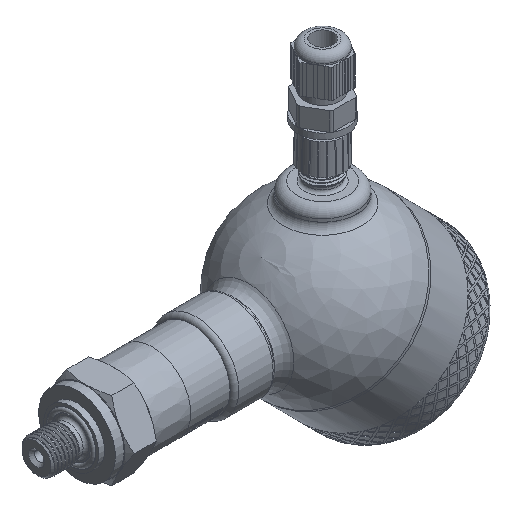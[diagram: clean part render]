
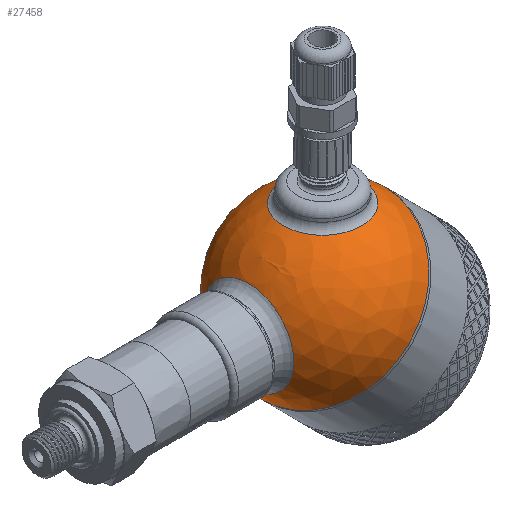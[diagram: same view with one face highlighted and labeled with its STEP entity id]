
A CAD part, isometric view. The second image highlights one B-rep face of the part: STEP entity #27458.
In plain terms, the highlighted spherical face has radius 30 mm.
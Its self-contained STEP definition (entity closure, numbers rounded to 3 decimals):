
#65=SPHERICAL_SURFACE('',#29150,30.);
#1091=FACE_BOUND('',#3853,.T.);
#1092=FACE_BOUND('',#3854,.T.);
#2101=FACE_OUTER_BOUND('',#3852,.T.);
#3852=EDGE_LOOP('',(#19861,#19862,#19863,#19864));
#3853=EDGE_LOOP('',(#19865));
#3854=EDGE_LOOP('',(#19866));
#5517=CIRCLE('',#29073,30.);
#5518=CIRCLE('',#29074,30.);
#5545=CIRCLE('',#29146,13.5);
#5548=CIRCLE('',#29151,30.);
#5549=CIRCLE('',#29152,15.643);
#10944=VERTEX_POINT('',#36962);
#10945=VERTEX_POINT('',#36964);
#11420=VERTEX_POINT('',#43026);
#11422=VERTEX_POINT('',#43033);
#11423=VERTEX_POINT('',#43035);
#13888=EDGE_CURVE('',#10944,#10945,#5517,.T.);
#13889=EDGE_CURVE('',#10945,#10944,#5518,.T.);
#14604=EDGE_CURVE('',#11420,#11420,#5545,.T.);
#14607=EDGE_CURVE('',#10945,#11422,#5548,.T.);
#14608=EDGE_CURVE('',#11423,#11423,#5549,.T.);
#19861=ORIENTED_EDGE('',*,*,#13889,.F.);
#19862=ORIENTED_EDGE('',*,*,#14607,.T.);
#19863=ORIENTED_EDGE('',*,*,#14607,.F.);
#19864=ORIENTED_EDGE('',*,*,#13888,.F.);
#19865=ORIENTED_EDGE('',*,*,#14608,.F.);
#19866=ORIENTED_EDGE('',*,*,#14604,.F.);
#27458=ADVANCED_FACE('',(#2101,#1091,#1092),#65,.T.);
#29073=AXIS2_PLACEMENT_3D('',#36965,#30640,#30641);
#29074=AXIS2_PLACEMENT_3D('',#36966,#30642,#30643);
#29146=AXIS2_PLACEMENT_3D('',#43027,#31038,#31039);
#29150=AXIS2_PLACEMENT_3D('',#43032,#31046,#31047);
#29151=AXIS2_PLACEMENT_3D('',#43034,#31048,#31049);
#29152=AXIS2_PLACEMENT_3D('',#43036,#31050,#31051);
#30640=DIRECTION('center_axis',(1.,0.,0.));
#30641=DIRECTION('ref_axis',(0.,1.,0.));
#30642=DIRECTION('center_axis',(1.,0.,0.));
#30643=DIRECTION('ref_axis',(0.,1.,0.));
#31038=DIRECTION('center_axis',(-0.707,0.,-0.707));
#31039=DIRECTION('ref_axis',(-0.707,0.,0.707));
#31046=DIRECTION('center_axis',(1.,0.,0.));
#31047=DIRECTION('ref_axis',(0.,-1.,0.));
#31048=DIRECTION('center_axis',(0.,0.,1.));
#31049=DIRECTION('ref_axis',(0.,1.,0.));
#31050=DIRECTION('center_axis',(-0.707,0.,0.707));
#31051=DIRECTION('ref_axis',(0.707,0.,0.707));
#36962=CARTESIAN_POINT('',(0.,-30.,0.));
#36964=CARTESIAN_POINT('',(0.,30.,0.));
#36965=CARTESIAN_POINT('Origin',(0.,0.,0.));
#36966=CARTESIAN_POINT('Origin',(0.,0.,0.));
#43026=CARTESIAN_POINT('',(-9.398,0.,-28.49));
#43027=CARTESIAN_POINT('Origin',(-18.944,0.,-18.944));
#43032=CARTESIAN_POINT('Origin',(0.,0.,0.));
#43033=CARTESIAN_POINT('',(-30.,0.,0.));
#43034=CARTESIAN_POINT('Origin',(0.,0.,0.));
#43035=CARTESIAN_POINT('',(-29.162,0.,7.04));
#43036=CARTESIAN_POINT('Origin',(-18.101,0.,18.101));
